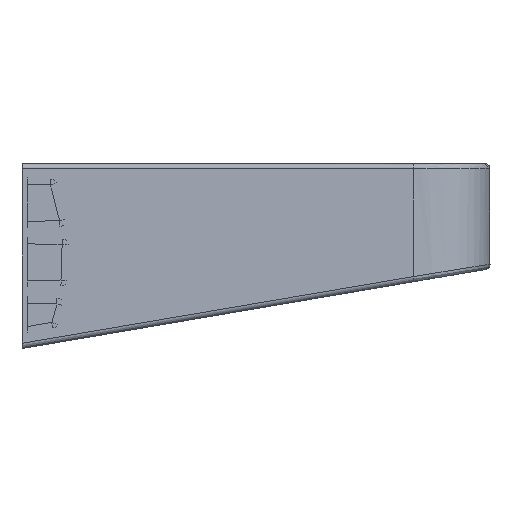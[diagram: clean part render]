
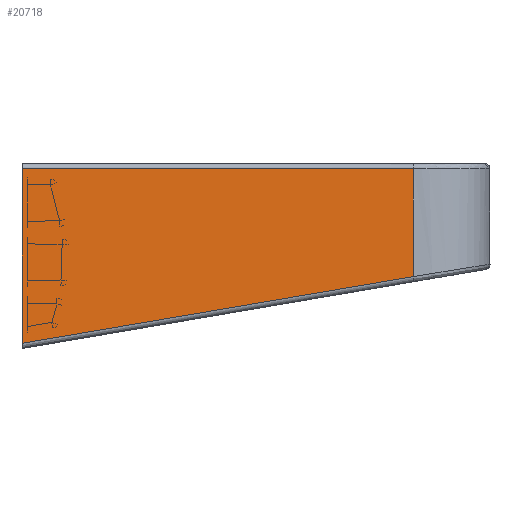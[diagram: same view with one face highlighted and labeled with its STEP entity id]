
A CAD part, left-side view. The second image highlights one B-rep face of the part: STEP entity #20718.
In plain terms, the highlighted planar face has unit normal (-0.996, -0.087, 0).
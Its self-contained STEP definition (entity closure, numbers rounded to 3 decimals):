
#180 = VECTOR ( 'NONE', #10415, 1000. ) ;
#429 = LINE ( 'NONE', #737, #9783 ) ;
#483 = CARTESIAN_POINT ( 'NONE',  ( 6157.792, -299., 0.039 ) ) ;
#680 = EDGE_CURVE ( 'NONE', #19764, #14458, #2792, .T. ) ;
#737 = CARTESIAN_POINT ( 'NONE',  ( 6164.301, -373.394, 0.039 ) ) ;
#1107 = ORIENTED_EDGE ( 'NONE', *, *, #22493, .T. ) ;
#1482 = CARTESIAN_POINT ( 'NONE',  ( 6157.792, -299., -0.961 ) ) ;
#2792 = LINE ( 'NONE', #483, #23736 ) ;
#3188 = ORIENTED_EDGE ( 'NONE', *, *, #3498, .T. ) ;
#3484 = VERTEX_POINT ( 'NONE', #15017 ) ;
#3498 = EDGE_CURVE ( 'NONE', #27445, #19764, #22085, .T. ) ;
#5236 = CARTESIAN_POINT ( 'NONE',  ( 6157.792, -299., -34.132 ) ) ;
#7114 = DIRECTION ( 'NONE',  ( 0., 0., -1. ) ) ;
#7436 = CARTESIAN_POINT ( 'NONE',  ( 6157.792, -299., -34.132 ) ) ;
#9783 = VECTOR ( 'NONE', #12589, 1000. ) ;
#10415 = DIRECTION ( 'NONE',  ( -0.087, 0.996, 0. ) ) ;
#10998 = EDGE_LOOP ( 'NONE', ( #3188, #28730, #1107, #15173 ) ) ;
#12589 = DIRECTION ( 'NONE',  ( 0., 0., 1. ) ) ;
#13378 = EDGE_CURVE ( 'NONE', #3484, #27445, #429, .T. ) ;
#13418 = DIRECTION ( 'NONE',  ( 0.087, -0.996, 0. ) ) ;
#14458 = VERTEX_POINT ( 'NONE', #7436 ) ;
#14621 = DIRECTION ( 'NONE',  ( 0.086, -0.982, 0.167 ) ) ;
#14770 = LINE ( 'NONE', #5236, #22126 ) ;
#15017 = CARTESIAN_POINT ( 'NONE',  ( 6164.301, -373.394, -21.451 ) ) ;
#15173 = ORIENTED_EDGE ( 'NONE', *, *, #13378, .T. ) ;
#15263 = FACE_OUTER_BOUND ( 'NONE', #10998, .T. ) ;
#15701 = PLANE ( 'NONE',  #28493 ) ;
#19764 = VERTEX_POINT ( 'NONE', #1482 ) ;
#20718 = ADVANCED_FACE ( 'NONE', ( #15263 ), #15701, .T. ) ;
#22085 = LINE ( 'NONE', #29023, #180 ) ;
#22126 = VECTOR ( 'NONE', #14621, 1000. ) ;
#22489 = DIRECTION ( 'NONE',  ( -0.996, -0.087, 0. ) ) ;
#22493 = EDGE_CURVE ( 'NONE', #14458, #3484, #14770, .T. ) ;
#23736 = VECTOR ( 'NONE', #7114, 1000. ) ;
#27445 = VERTEX_POINT ( 'NONE', #27656 ) ;
#27656 = CARTESIAN_POINT ( 'NONE',  ( 6164.301, -373.394, -0.961 ) ) ;
#28493 = AXIS2_PLACEMENT_3D ( 'NONE', #29713, #22489, #13418 ) ;
#28730 = ORIENTED_EDGE ( 'NONE', *, *, #680, .T. ) ;
#29023 = CARTESIAN_POINT ( 'NONE',  ( 6157.88, -300., -0.961 ) ) ;
#29713 = CARTESIAN_POINT ( 'NONE',  ( 6157.88, -300., 0.039 ) ) ;
